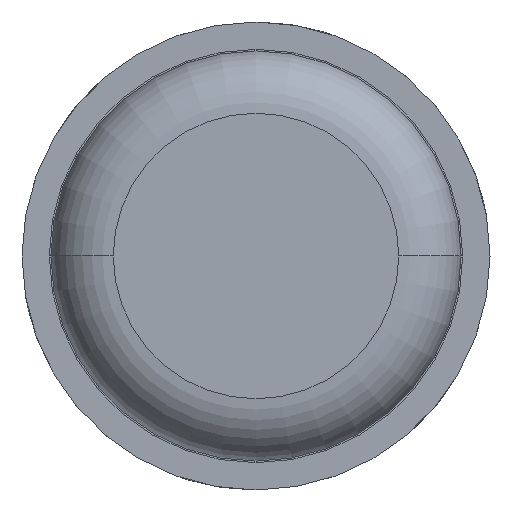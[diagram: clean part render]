
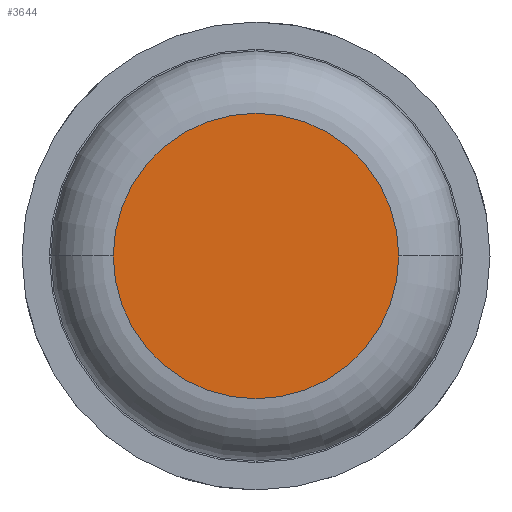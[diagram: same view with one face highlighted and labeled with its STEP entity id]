
A CAD part, front view. The second image highlights one B-rep face of the part: STEP entity #3644.
In plain terms, the highlighted planar face has unit normal (0, -1, 0).
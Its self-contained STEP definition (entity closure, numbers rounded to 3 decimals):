
#81 = AXIS2_PLACEMENT_3D ( 'NONE', #3146, #3175, #1700 ) ;
#148 = EDGE_CURVE ( 'Defeature ausgef�hrt1_6+Defeature ausgef�hrt1_7+Defeature ausgef�hrt1_7+Defeature ausgef�hrt1_7', #2886, #2734, #1745, .T. ) ;
#391 = AXIS2_PLACEMENT_3D ( 'NONE', #3520, #1668, #1353 ) ;
#1172 = DIRECTION ( 'NONE',  ( -1., 0., 0. ) ) ;
#1328 = PLANE ( 'NONE',  #81 ) ;
#1353 = DIRECTION ( 'NONE',  ( -1., 0., 0. ) ) ;
#1529 = AXIS2_PLACEMENT_3D ( 'NONE', #3288, #2580, #1172 ) ;
#1668 = DIRECTION ( 'NONE',  ( 0., -1., 0. ) ) ;
#1700 = DIRECTION ( 'NONE',  ( -1., 0., 0. ) ) ;
#1745 = CIRCLE ( 'NONE', #1529, 0.915 ) ;
#1790 = FACE_OUTER_BOUND ( 'NONE', #2839, .T. ) ;
#1862 = ORIENTED_EDGE ( 'NONE', *, *, #3028, .T. ) ;
#2207 = ORIENTED_EDGE ( 'NONE', *, *, #148, .T. ) ;
#2306 = CARTESIAN_POINT ( 'NONE',  ( -0.915, 0., 0. ) ) ;
#2580 = DIRECTION ( 'NONE',  ( 0., -1., 0. ) ) ;
#2734 = VERTEX_POINT ( 'NONE', #2306 ) ;
#2839 = EDGE_LOOP ( 'NONE', ( #1862, #2207 ) ) ;
#2886 = VERTEX_POINT ( 'NONE', #4471 ) ;
#3028 = EDGE_CURVE ( 'Defeature ausgef�hrt1_6+Defeature ausgef�hrt1_7+Defeature ausgef�hrt1_7+Defeature ausgef�hrt1_7', #2734, #2886, #3663, .T. ) ;
#3146 = CARTESIAN_POINT ( 'NONE',  ( 0., 0., 0. ) ) ;
#3175 = DIRECTION ( 'NONE',  ( 0., 1., 0. ) ) ;
#3288 = CARTESIAN_POINT ( 'NONE',  ( 0., 0., 0. ) ) ;
#3520 = CARTESIAN_POINT ( 'NONE',  ( 0., 0., 0. ) ) ;
#3644 = ADVANCED_FACE ( 'Defeature ausgef�hrt1_6', ( #1790 ), #1328, .F. ) ;
#3663 = CIRCLE ( 'NONE', #391, 0.915 ) ;
#4471 = CARTESIAN_POINT ( 'NONE',  ( 0.915, 0., 0. ) ) ;
